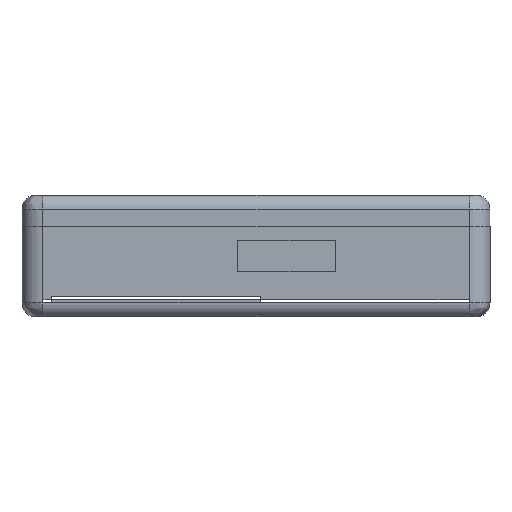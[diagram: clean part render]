
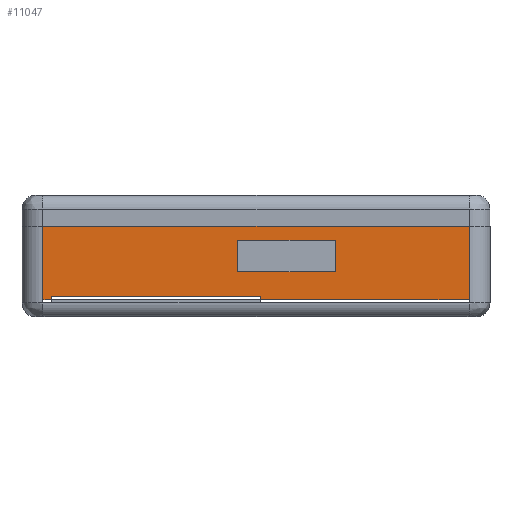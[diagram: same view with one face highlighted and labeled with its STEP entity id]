
A CAD part, left-side view. The second image highlights one B-rep face of the part: STEP entity #11047.
In plain terms, the highlighted planar face has unit normal (-1, 0, 0).
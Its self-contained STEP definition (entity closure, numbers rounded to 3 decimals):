
#53=FACE_BOUND('',#2027,.T.);
#190=PLANE('',#11577);
#1424=FACE_OUTER_BOUND('',#2026,.T.);
#2026=EDGE_LOOP('',(#8821,#8822,#8823,#8824,#8825,#8826,#8827,#8828));
#2027=EDGE_LOOP('',(#8829,#8830,#8831,#8832));
#2771=LINE('',#17123,#3798);
#2871=LINE('',#17367,#3898);
#2900=LINE('',#17419,#3927);
#2913=LINE('',#17448,#3940);
#2940=LINE('',#17514,#3967);
#2943=LINE('',#17519,#3970);
#3014=LINE('',#17684,#4041);
#3015=LINE('',#17685,#4042);
#3016=LINE('',#17688,#4043);
#3017=LINE('',#17690,#4044);
#3018=LINE('',#17692,#4045);
#3019=LINE('',#17693,#4046);
#3798=VECTOR('',#12177,10.);
#3898=VECTOR('',#12369,10.);
#3927=VECTOR('',#12420,10.);
#3940=VECTOR('',#12447,10.);
#3967=VECTOR('',#12502,10.);
#3970=VECTOR('',#12507,10.);
#4041=VECTOR('',#12656,10.);
#4042=VECTOR('',#12657,10.);
#4043=VECTOR('',#12658,10.);
#4044=VECTOR('',#12659,10.);
#4045=VECTOR('',#12660,10.);
#4046=VECTOR('',#12661,10.);
#4940=VERTEX_POINT('',#17120);
#4941=VERTEX_POINT('',#17122);
#5016=VERTEX_POINT('',#17300);
#5039=VERTEX_POINT('',#17365);
#5051=VERTEX_POINT('',#17417);
#5060=VERTEX_POINT('',#17446);
#5078=VERTEX_POINT('',#17493);
#5085=VERTEX_POINT('',#17513);
#5142=VERTEX_POINT('',#17686);
#5143=VERTEX_POINT('',#17687);
#5144=VERTEX_POINT('',#17689);
#5145=VERTEX_POINT('',#17691);
#6203=EDGE_CURVE('',#4940,#4941,#2771,.T.);
#6322=EDGE_CURVE('',#5016,#5039,#2871,.T.);
#6352=EDGE_CURVE('',#5039,#5051,#2900,.T.);
#6367=EDGE_CURVE('',#5051,#5060,#2913,.T.);
#6400=EDGE_CURVE('',#5085,#5078,#2940,.T.);
#6403=EDGE_CURVE('',#5060,#5085,#2943,.T.);
#6494=EDGE_CURVE('',#4941,#5078,#3014,.T.);
#6495=EDGE_CURVE('',#5016,#4940,#3015,.T.);
#6496=EDGE_CURVE('',#5142,#5143,#3016,.T.);
#6497=EDGE_CURVE('',#5143,#5144,#3017,.T.);
#6498=EDGE_CURVE('',#5144,#5145,#3018,.T.);
#6499=EDGE_CURVE('',#5142,#5145,#3019,.T.);
#8821=ORIENTED_EDGE('',*,*,#6322,.T.);
#8822=ORIENTED_EDGE('',*,*,#6352,.T.);
#8823=ORIENTED_EDGE('',*,*,#6367,.T.);
#8824=ORIENTED_EDGE('',*,*,#6403,.T.);
#8825=ORIENTED_EDGE('',*,*,#6400,.T.);
#8826=ORIENTED_EDGE('',*,*,#6494,.F.);
#8827=ORIENTED_EDGE('',*,*,#6203,.F.);
#8828=ORIENTED_EDGE('',*,*,#6495,.F.);
#8829=ORIENTED_EDGE('',*,*,#6496,.T.);
#8830=ORIENTED_EDGE('',*,*,#6497,.T.);
#8831=ORIENTED_EDGE('',*,*,#6498,.T.);
#8832=ORIENTED_EDGE('',*,*,#6499,.F.);
#11047=ADVANCED_FACE('',(#1424,#53),#190,.T.);
#11577=AXIS2_PLACEMENT_3D('',#17683,#12654,#12655);
#12177=DIRECTION('',(0.,-1.,0.));
#12369=DIRECTION('',(0.,-1.,0.));
#12420=DIRECTION('',(0.,0.,1.));
#12447=DIRECTION('',(0.,-1.,0.));
#12502=DIRECTION('',(0.,-1.,0.));
#12507=DIRECTION('',(0.,0.,-1.));
#12654=DIRECTION('center_axis',(-1.,0.,0.));
#12655=DIRECTION('ref_axis',(0.,-1.,0.));
#12656=DIRECTION('',(0.,0.,-1.));
#12657=DIRECTION('',(0.,0.,1.));
#12658=DIRECTION('',(0.,-1.,0.));
#12659=DIRECTION('',(0.,0.,-1.));
#12660=DIRECTION('',(0.,1.,0.));
#12661=DIRECTION('',(0.,0.,-1.));
#17120=CARTESIAN_POINT('',(-60.,52.,13.));
#17122=CARTESIAN_POINT('',(-60.,-9.24,13.));
#17123=CARTESIAN_POINT('',(-60.,50.,13.));
#17300=CARTESIAN_POINT('',(-60.,52.,2.5));
#17365=CARTESIAN_POINT('',(-60.,50.76,2.5));
#17367=CARTESIAN_POINT('',(-60.,52.88,2.5));
#17417=CARTESIAN_POINT('',(-60.,50.76,3.));
#17419=CARTESIAN_POINT('',(-60.,50.76,1.5));
#17446=CARTESIAN_POINT('',(-60.,20.76,3.));
#17448=CARTESIAN_POINT('',(-60.,37.88,3.));
#17493=CARTESIAN_POINT('',(-60.,-9.24,2.5));
#17513=CARTESIAN_POINT('',(-60.,20.76,2.5));
#17514=CARTESIAN_POINT('',(-60.,22.88,2.5));
#17519=CARTESIAN_POINT('',(-60.,20.76,1.25));
#17683=CARTESIAN_POINT('Origin',(-60.,55.,0.));
#17684=CARTESIAN_POINT('',(-60.,-9.24,0.));
#17685=CARTESIAN_POINT('',(-60.,52.,0.));
#17686=CARTESIAN_POINT('',(-60.,24.,11.));
#17687=CARTESIAN_POINT('',(-60.,10.,11.));
#17688=CARTESIAN_POINT('',(-60.,33.38,11.));
#17689=CARTESIAN_POINT('',(-60.,10.,6.5));
#17690=CARTESIAN_POINT('',(-60.,10.,5.5));
#17691=CARTESIAN_POINT('',(-60.,24.,6.5));
#17692=CARTESIAN_POINT('',(-60.,32.5,6.5));
#17693=CARTESIAN_POINT('',(-60.,24.,11.));
